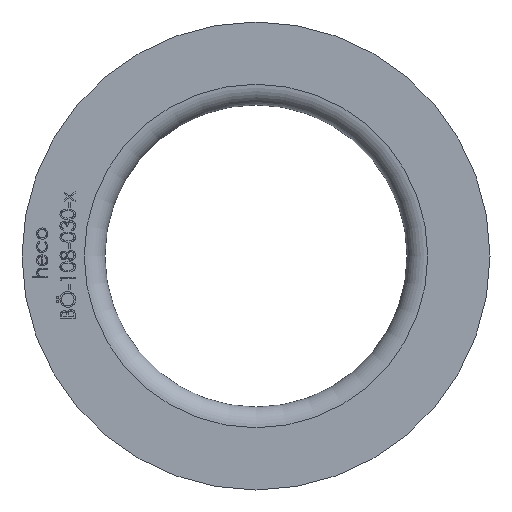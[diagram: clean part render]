
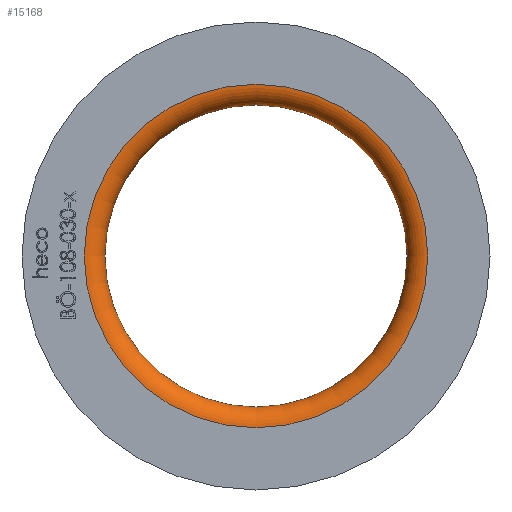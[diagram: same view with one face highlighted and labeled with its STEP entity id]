
A CAD part, left-side view. The second image highlights one B-rep face of the part: STEP entity #15168.
In plain terms, the highlighted toroidal (fillet/blend) face has major radius 58 mm and minor radius 7 mm.
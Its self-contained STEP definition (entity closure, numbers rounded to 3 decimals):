
#828 = VERTEX_POINT ( 'NONE', #15533 ) ;
#923 = FACE_OUTER_BOUND ( 'NONE', #1599, .T. ) ;
#1599 = EDGE_LOOP ( 'NONE', ( #14078 ) ) ;
#2731 = CIRCLE ( 'NONE', #13189, 51. ) ;
#2991 = EDGE_CURVE ( 'NONE', #828, #828, #2731, .T. ) ;
#3160 = CIRCLE ( 'NONE', #4444, 58. ) ;
#3203 = EDGE_CURVE ( 'NONE', #4636, #4636, #3160, .T. ) ;
#3810 = DIRECTION ( 'NONE',  ( 0., 0., 1. ) ) ;
#4444 = AXIS2_PLACEMENT_3D ( 'NONE', #14991, #12591, #11344 ) ;
#4636 = VERTEX_POINT ( 'NONE', #5765 ) ;
#5033 = AXIS2_PLACEMENT_3D ( 'NONE', #15634, #10598, #10833 ) ;
#5765 = CARTESIAN_POINT ( 'NONE',  ( 0., 0., 58. ) ) ;
#7041 = EDGE_LOOP ( 'NONE', ( #9010 ) ) ;
#8124 = TOROIDAL_SURFACE ( 'NONE', #5033, 58., 7. ) ;
#8371 = FACE_OUTER_BOUND ( 'NONE', #7041, .T. ) ;
#8562 = CARTESIAN_POINT ( 'NONE',  ( 7., 0., 0. ) ) ;
#9010 = ORIENTED_EDGE ( 'NONE', *, *, #2991, .F. ) ;
#10598 = DIRECTION ( 'NONE',  ( -1., 0., 0. ) ) ;
#10833 = DIRECTION ( 'NONE',  ( 0., 0., 1. ) ) ;
#11344 = DIRECTION ( 'NONE',  ( 0., 0., 1. ) ) ;
#12174 = DIRECTION ( 'NONE',  ( -1., 0., 0. ) ) ;
#12591 = DIRECTION ( 'NONE',  ( -1., 0., 0. ) ) ;
#13189 = AXIS2_PLACEMENT_3D ( 'NONE', #8562, #12174, #3810 ) ;
#14078 = ORIENTED_EDGE ( 'NONE', *, *, #3203, .T. ) ;
#14991 = CARTESIAN_POINT ( 'NONE',  ( 0., 0., 0. ) ) ;
#15168 = ADVANCED_FACE ( 'NONE', ( #8371, #923 ), #8124, .T. ) ;
#15533 = CARTESIAN_POINT ( 'NONE',  ( 7., 0., 51. ) ) ;
#15634 = CARTESIAN_POINT ( 'NONE',  ( 7., 0., 0. ) ) ;
